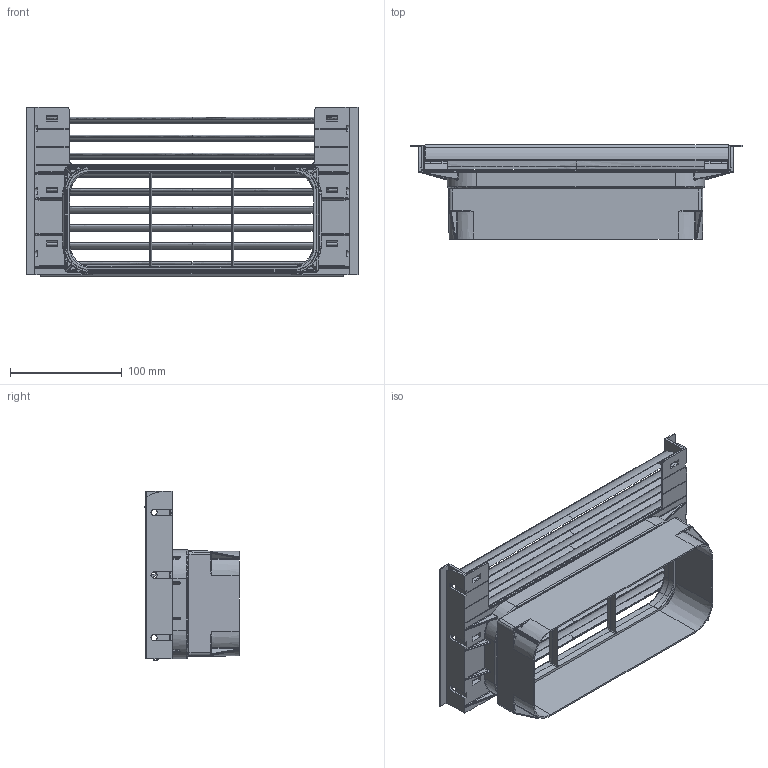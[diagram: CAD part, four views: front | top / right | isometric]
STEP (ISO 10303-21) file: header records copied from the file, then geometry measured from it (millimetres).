
FILE_DESCRIPTION(('STEP AP214'),'1');
FILE_NAME('ftungsgitter flow vereinfacht.STP','2024-09-09T10:58:52',(' '),(' '),'Spatial InterOp 3D',' ',' ');
FILE_SCHEMA(('AUTOMOTIVE_DESIGN { 1 0 10303 214 1 1 1 1 }'));
Length unit declared in the file: millimetre
Products named in the file (1): 8033015 Sockel-Lüftungsgitter flow vereinfacht
Bounding box: 296.78 x 84.53 x 151.76 mm (x, y, z)
Volume: 245844.6 mm3; surface area: 278691.7 mm2
Topology: 1 solids, 1 shells, 1708 faces, 4902 edges, 3050 vertices
Faces by surface type: plane 720, cylinder 639, bspline 213, cone 72, sphere 48, torus 16
Entity records: 74025 total; most frequent: CARTESIAN_POINT 31382, ORIENTED_EDGE 9600, DIRECTION 8273, EDGE_CURVE 4800, VERTEX_POINT 3050, AXIS2_PLACEMENT_3D 2915, LINE 2443, VECTOR 2443
